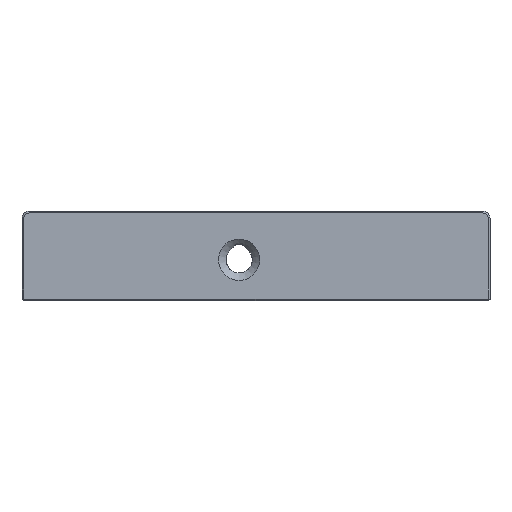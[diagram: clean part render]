
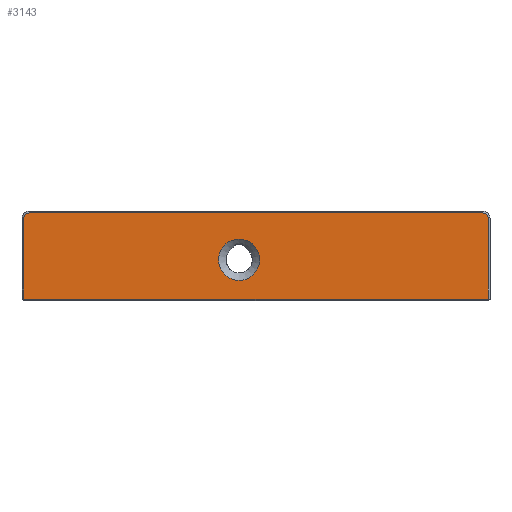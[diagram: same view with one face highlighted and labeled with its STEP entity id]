
A CAD part, front view. The second image highlights one B-rep face of the part: STEP entity #3143.
In plain terms, the highlighted planar face has unit normal (0, -1, 0).
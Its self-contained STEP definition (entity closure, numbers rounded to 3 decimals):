
#26=FACE_BOUND('',#682,.T.);
#280=CIRCLE('',#3441,5.5);
#284=CIRCLE('',#3447,1.5);
#285=CIRCLE('',#3448,1.5);
#481=FACE_OUTER_BOUND('',#681,.T.);
#681=EDGE_LOOP('',(#2601,#2602,#2603,#2604,#2605,#2606));
#682=EDGE_LOOP('',(#2607));
#910=LINE('',#5898,#1164);
#911=LINE('',#5900,#1165);
#912=LINE('',#5904,#1166);
#913=LINE('',#5907,#1167);
#1164=VECTOR('',#4136,10.);
#1165=VECTOR('',#4137,10.);
#1166=VECTOR('',#4140,10.);
#1167=VECTOR('',#4143,10.);
#1473=VERTEX_POINT('',#5887);
#1475=VERTEX_POINT('',#5896);
#1476=VERTEX_POINT('',#5897);
#1477=VERTEX_POINT('',#5899);
#1478=VERTEX_POINT('',#5901);
#1479=VERTEX_POINT('',#5903);
#1480=VERTEX_POINT('',#5905);
#1868=EDGE_CURVE('',#1473,#1473,#280,.T.);
#1873=EDGE_CURVE('',#1475,#1476,#910,.T.);
#1874=EDGE_CURVE('',#1477,#1475,#911,.T.);
#1875=EDGE_CURVE('',#1478,#1477,#284,.T.);
#1876=EDGE_CURVE('',#1479,#1478,#912,.T.);
#1877=EDGE_CURVE('',#1480,#1479,#285,.T.);
#1878=EDGE_CURVE('',#1476,#1480,#913,.T.);
#2601=ORIENTED_EDGE('',*,*,#1873,.F.);
#2602=ORIENTED_EDGE('',*,*,#1874,.F.);
#2603=ORIENTED_EDGE('',*,*,#1875,.F.);
#2604=ORIENTED_EDGE('',*,*,#1876,.F.);
#2605=ORIENTED_EDGE('',*,*,#1877,.F.);
#2606=ORIENTED_EDGE('',*,*,#1878,.F.);
#2607=ORIENTED_EDGE('',*,*,#1868,.F.);
#2983=PLANE('',#3446);
#3143=ADVANCED_FACE('',(#481,#26),#2983,.F.);
#3441=AXIS2_PLACEMENT_3D('',#5888,#4123,#4124);
#3446=AXIS2_PLACEMENT_3D('',#5895,#4134,#4135);
#3447=AXIS2_PLACEMENT_3D('',#5902,#4138,#4139);
#3448=AXIS2_PLACEMENT_3D('',#5906,#4141,#4142);
#4123=DIRECTION('center_axis',(0.,-1.,0.));
#4124=DIRECTION('ref_axis',(0.,0.,-1.));
#4134=DIRECTION('center_axis',(0.,1.,0.));
#4135=DIRECTION('ref_axis',(0.,0.,1.));
#4136=DIRECTION('',(-1.,0.,0.));
#4137=DIRECTION('',(0.,0.,-1.));
#4138=DIRECTION('center_axis',(0.,1.,0.));
#4139=DIRECTION('ref_axis',(0.707,0.,0.707));
#4140=DIRECTION('',(1.,0.,0.));
#4141=DIRECTION('center_axis',(0.,1.,0.));
#4142=DIRECTION('ref_axis',(-0.707,0.,0.707));
#4143=DIRECTION('',(0.,0.,1.));
#5887=CARTESIAN_POINT('',(-7.,0.,17.5));
#5888=CARTESIAN_POINT('Origin',(-7.,0.,12.));
#5895=CARTESIAN_POINT('Origin',(-7.,0.,11.));
#5896=CARTESIAN_POINT('',(59.5,0.,1.5));
#5897=CARTESIAN_POINT('',(-64.5,0.,1.5));
#5898=CARTESIAN_POINT('',(-16.75,0.,1.5));
#5899=CARTESIAN_POINT('',(59.5,0.,23.));
#5900=CARTESIAN_POINT('',(59.5,0.,4.));
#5901=CARTESIAN_POINT('',(58.,0.,24.5));
#5902=CARTESIAN_POINT('Origin',(58.,0.,23.));
#5903=CARTESIAN_POINT('',(-63.,0.,24.5));
#5904=CARTESIAN_POINT('',(-2.5,0.,24.5));
#5905=CARTESIAN_POINT('',(-64.5,0.,23.));
#5906=CARTESIAN_POINT('Origin',(-63.,0.,23.));
#5907=CARTESIAN_POINT('',(-64.5,0.,2.));
